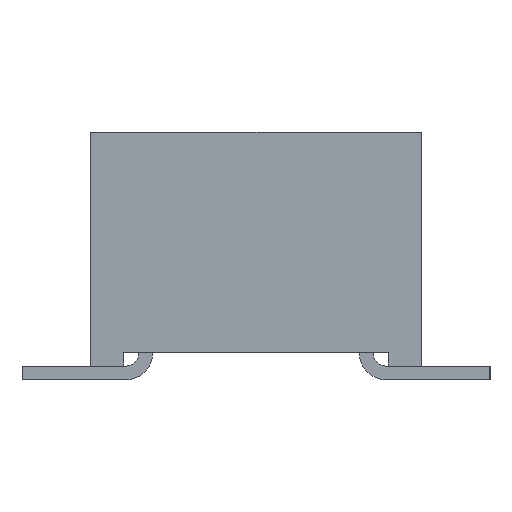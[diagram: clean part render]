
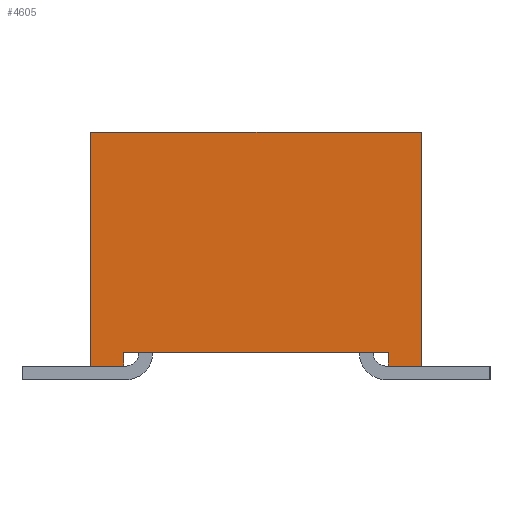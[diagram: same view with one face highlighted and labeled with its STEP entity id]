
A CAD part, left-side view. The second image highlights one B-rep face of the part: STEP entity #4605.
In plain terms, the highlighted planar face has unit normal (-1, 0, 0).
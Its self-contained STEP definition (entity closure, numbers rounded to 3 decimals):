
#4605 = ADVANCED_FACE('',(#4606),#4672,.F.);
#4606 = FACE_BOUND('',#4607,.T.);
#4607 = EDGE_LOOP('',(#4608,#4618,#4626,#4634,#4642,#4650,#4658,#4666));
#4608 = ORIENTED_EDGE('',*,*,#4609,.T.);
#4609 = EDGE_CURVE('',#4610,#4612,#4614,.T.);
#4610 = VERTEX_POINT('',#4611);
#4611 = CARTESIAN_POINT('',(-11.011,-1.219,0.277));
#4612 = VERTEX_POINT('',#4613);
#4613 = CARTESIAN_POINT('',(-11.011,-1.219,0.15));
#4614 = LINE('',#4615,#4616);
#4615 = CARTESIAN_POINT('',(-11.011,-1.219,0.277));
#4616 = VECTOR('',#4617,1.);
#4617 = DIRECTION('',(0.,0.,-1.));
#4618 = ORIENTED_EDGE('',*,*,#4619,.T.);
#4619 = EDGE_CURVE('',#4612,#4620,#4622,.T.);
#4620 = VERTEX_POINT('',#4621);
#4621 = CARTESIAN_POINT('',(-11.011,-1.524,0.15));
#4622 = LINE('',#4623,#4624);
#4623 = CARTESIAN_POINT('',(-11.011,1.524,0.15));
#4624 = VECTOR('',#4625,1.);
#4625 = DIRECTION('',(0.,-1.,0.));
#4626 = ORIENTED_EDGE('',*,*,#4627,.F.);
#4627 = EDGE_CURVE('',#4628,#4620,#4630,.T.);
#4628 = VERTEX_POINT('',#4629);
#4629 = CARTESIAN_POINT('',(-11.011,-1.524,2.309));
#4630 = LINE('',#4631,#4632);
#4631 = CARTESIAN_POINT('',(-11.011,-1.524,2.309));
#4632 = VECTOR('',#4633,1.);
#4633 = DIRECTION('',(0.,0.,-1.));
#4634 = ORIENTED_EDGE('',*,*,#4635,.F.);
#4635 = EDGE_CURVE('',#4636,#4628,#4638,.T.);
#4636 = VERTEX_POINT('',#4637);
#4637 = CARTESIAN_POINT('',(-11.011,1.524,2.309));
#4638 = LINE('',#4639,#4640);
#4639 = CARTESIAN_POINT('',(-11.011,1.524,2.309));
#4640 = VECTOR('',#4641,1.);
#4641 = DIRECTION('',(0.,-1.,0.));
#4642 = ORIENTED_EDGE('',*,*,#4643,.T.);
#4643 = EDGE_CURVE('',#4636,#4644,#4646,.T.);
#4644 = VERTEX_POINT('',#4645);
#4645 = CARTESIAN_POINT('',(-11.011,1.524,0.15));
#4646 = LINE('',#4647,#4648);
#4647 = CARTESIAN_POINT('',(-11.011,1.524,2.309));
#4648 = VECTOR('',#4649,1.);
#4649 = DIRECTION('',(0.,0.,-1.));
#4650 = ORIENTED_EDGE('',*,*,#4651,.T.);
#4651 = EDGE_CURVE('',#4644,#4652,#4654,.T.);
#4652 = VERTEX_POINT('',#4653);
#4653 = CARTESIAN_POINT('',(-11.011,1.219,0.15));
#4654 = LINE('',#4655,#4656);
#4655 = CARTESIAN_POINT('',(-11.011,1.524,0.15));
#4656 = VECTOR('',#4657,1.);
#4657 = DIRECTION('',(0.,-1.,0.));
#4658 = ORIENTED_EDGE('',*,*,#4659,.T.);
#4659 = EDGE_CURVE('',#4652,#4660,#4662,.T.);
#4660 = VERTEX_POINT('',#4661);
#4661 = CARTESIAN_POINT('',(-11.011,1.219,0.277));
#4662 = LINE('',#4663,#4664);
#4663 = CARTESIAN_POINT('',(-11.011,1.219,0.023));
#4664 = VECTOR('',#4665,1.);
#4665 = DIRECTION('',(0.,0.,1.));
#4666 = ORIENTED_EDGE('',*,*,#4667,.T.);
#4667 = EDGE_CURVE('',#4660,#4610,#4668,.T.);
#4668 = LINE('',#4669,#4670);
#4669 = CARTESIAN_POINT('',(-11.011,1.219,0.277));
#4670 = VECTOR('',#4671,1.);
#4671 = DIRECTION('',(0.,-1.,0.));
#4672 = PLANE('',#4673);
#4673 = AXIS2_PLACEMENT_3D('',#4674,#4675,#4676);
#4674 = CARTESIAN_POINT('',(-11.011,1.524,2.309));
#4675 = DIRECTION('',(1.,0.,0.));
#4676 = DIRECTION('',(0.,1.,0.));
